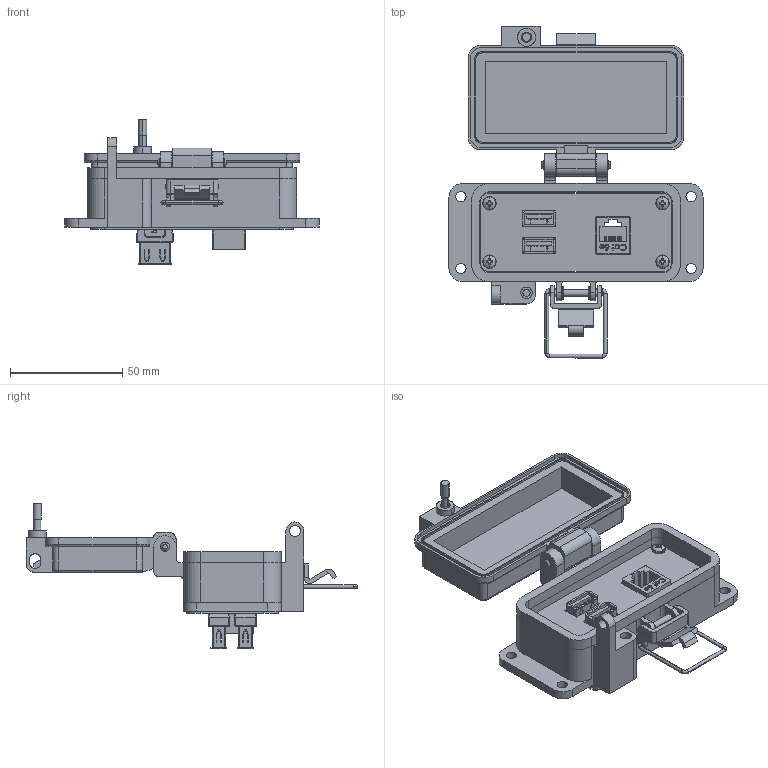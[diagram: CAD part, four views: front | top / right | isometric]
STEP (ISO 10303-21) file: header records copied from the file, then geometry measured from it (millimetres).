
FILE_DESCRIPTION (( 'STEP AP214' ), '1' );
FILE_NAME ('P-P22#2R2-F3RX_3D.STEP', '2017-09-12T16:33:24', ( '' ), ( '' ), 'SwSTEP 2.0', 'SolidWorks 2017', '' );
FILE_SCHEMA (( 'AUTOMOTIVE_DESIGN' ));
Length unit declared in the file: millimetre
Products named in the file (11): 92005A124_METRIC PAN HEAD PHILLIPS MACHINE SCREW_92005A124; Z-H-F3; R2; Z-300-RJ45CAT5; P22; Z-300-USB-A-FF; P-P22#2R2-F3RX_FP; 90272A106_ZINC-PLTD STL PAN HEAD PHILLIPS MACHINE SCREW_90272A106; P-P22#2R2-F3RX_TP; P-P22#2R2-F3RX_BP; P-P22#2R2-F3RX_3D
Assembly tree (16 placements, depth 3):
  P-P22#2R2-F3RX_3D
    P-P22#2R2-F3RX_BP
    P-P22#2R2-F3RX_TP
    90272A106_ZINC-PLTD STL PAN HEAD PHILLIPS MACHINE SCREW_90272A106  x3
    P-P22#2R2-F3RX_FP
    P22  x2
      Z-300-USB-A-FF
    R2
      Z-300-RJ45CAT5
    Z-H-F3
    92005A124_METRIC PAN HEAD PHILLIPS MACHINE SCREW_92005A124  x4
Bounding box: 113 x 147.61 x 64.54 mm (x, y, z)
Volume: 92014 mm3; surface area: 72351.3 mm2
Topology: 23 solids, 23 shells, 2805 faces, 7843 edges, 5151 vertices
Faces by surface type: plane 1293, cylinder 1108, bspline 251, cone 71, sphere 46, torus 36
Entity records: 66589 total; most frequent: CARTESIAN_POINT 22850, ORIENTED_EDGE 8940, DIRECTION 7125, EDGE_CURVE 4470, VERTEX_POINT 2948, VECTOR 2875, LINE 2875, AXIS2_PLACEMENT_3D 2125
